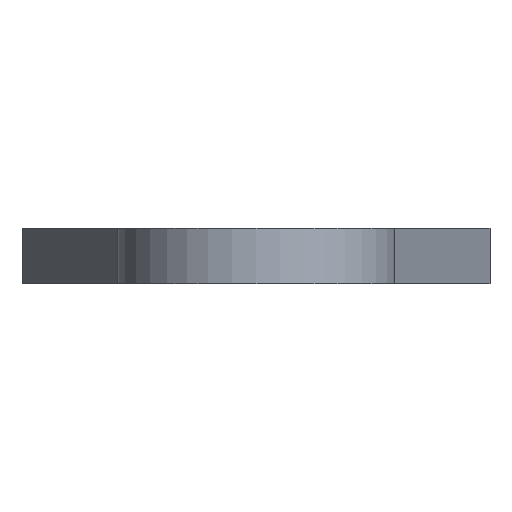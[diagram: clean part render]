
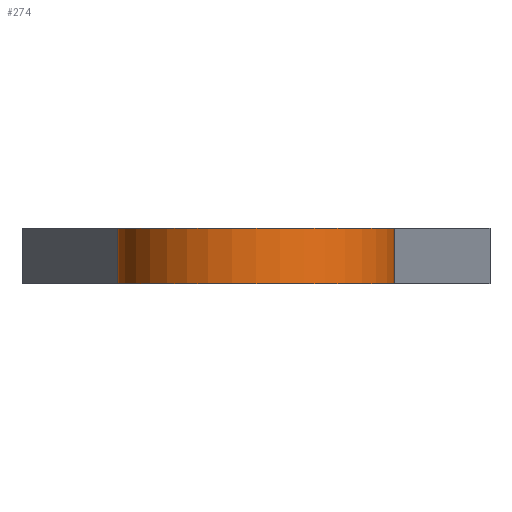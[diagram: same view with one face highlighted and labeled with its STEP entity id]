
A CAD part, front view. The second image highlights one B-rep face of the part: STEP entity #274.
In plain terms, the highlighted cylindrical face has radius 2.5 mm (diameter 5 mm), a partial arc.
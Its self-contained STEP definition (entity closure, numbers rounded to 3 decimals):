
#21 = EDGE_CURVE('',#22,#24,#26,.T.);
#22 = VERTEX_POINT('',#23);
#23 = CARTESIAN_POINT('',(-2.5,0.,0.));
#24 = VERTEX_POINT('',#25);
#25 = CARTESIAN_POINT('',(-2.5,0.,1.));
#26 = LINE('',#27,#28);
#27 = CARTESIAN_POINT('',(-2.5,0.,0.));
#28 = VECTOR('',#29,1.);
#29 = DIRECTION('',(0.,0.,1.));
#247 = EDGE_CURVE('',#248,#250,#252,.T.);
#248 = VERTEX_POINT('',#249);
#249 = CARTESIAN_POINT('',(2.5,0.,0.));
#250 = VERTEX_POINT('',#251);
#251 = CARTESIAN_POINT('',(2.5,0.,1.));
#252 = LINE('',#253,#254);
#253 = CARTESIAN_POINT('',(2.5,0.,0.));
#254 = VECTOR('',#255,1.);
#255 = DIRECTION('',(0.,0.,1.));
#274 = ADVANCED_FACE('',(#275),#293,.T.);
#275 = FACE_BOUND('',#276,.F.);
#276 = EDGE_LOOP('',(#277,#278,#285,#286));
#277 = ORIENTED_EDGE('',*,*,#21,.T.);
#278 = ORIENTED_EDGE('',*,*,#279,.T.);
#279 = EDGE_CURVE('',#24,#250,#280,.T.);
#280 = CIRCLE('',#281,2.5);
#281 = AXIS2_PLACEMENT_3D('',#282,#283,#284);
#282 = CARTESIAN_POINT('',(0.,0.,1.));
#283 = DIRECTION('',(0.,0.,1.));
#284 = DIRECTION('',(1.,0.,0.));
#285 = ORIENTED_EDGE('',*,*,#247,.F.);
#286 = ORIENTED_EDGE('',*,*,#287,.F.);
#287 = EDGE_CURVE('',#22,#248,#288,.T.);
#288 = CIRCLE('',#289,2.5);
#289 = AXIS2_PLACEMENT_3D('',#290,#291,#292);
#290 = CARTESIAN_POINT('',(0.,0.,0.));
#291 = DIRECTION('',(0.,0.,1.));
#292 = DIRECTION('',(1.,0.,0.));
#293 = CYLINDRICAL_SURFACE('',#294,2.5);
#294 = AXIS2_PLACEMENT_3D('',#295,#296,#297);
#295 = CARTESIAN_POINT('',(0.,0.,0.));
#296 = DIRECTION('',(-0.,-0.,-1.));
#297 = DIRECTION('',(1.,0.,0.));
